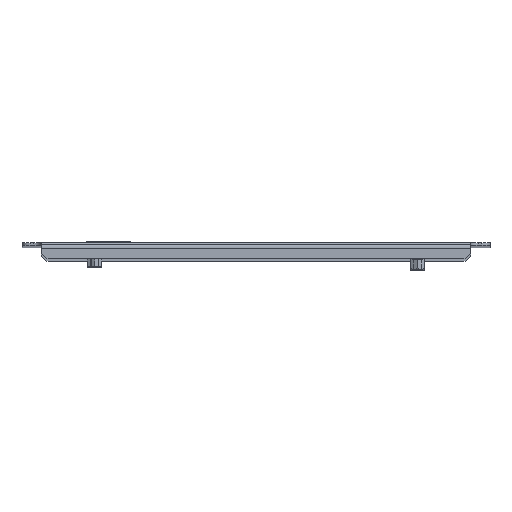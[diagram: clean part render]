
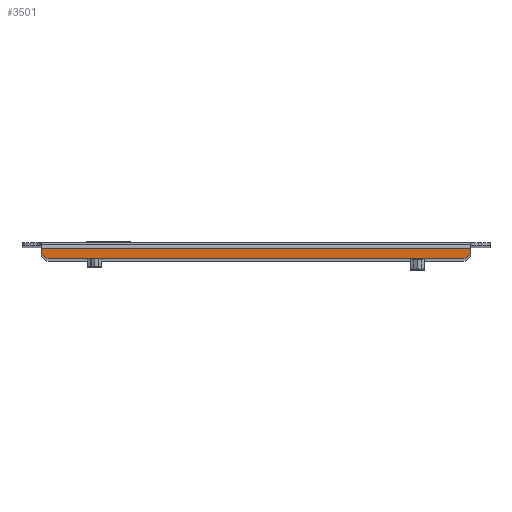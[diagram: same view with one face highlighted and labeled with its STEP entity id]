
A CAD part, top view. The second image highlights one B-rep face of the part: STEP entity #3501.
In plain terms, the highlighted planar face has unit normal (0, 0, 1).
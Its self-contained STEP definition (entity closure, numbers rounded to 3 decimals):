
#442 = CARTESIAN_POINT ( 'NONE',  ( 128., -5., 545. ) ) ;
#821 = AXIS2_PLACEMENT_3D ( 'NONE', #5518, #1041, #8241 ) ;
#1041 = DIRECTION ( 'NONE',  ( 0., 0., 1. ) ) ;
#1229 = LINE ( 'NONE', #5884, #11346 ) ;
#1515 = CARTESIAN_POINT ( 'NONE',  ( 128., -10., 545. ) ) ;
#1664 = ORIENTED_EDGE ( 'NONE', *, *, #5493, .F. ) ;
#1793 = DIRECTION ( 'NONE',  ( 0., -1., 0. ) ) ;
#1840 = DIRECTION ( 'NONE',  ( 0., 0., 1. ) ) ;
#1848 = VERTEX_POINT ( 'NONE', #1515 ) ;
#1855 = LINE ( 'NONE', #7406, #8383 ) ;
#2005 = ORIENTED_EDGE ( 'NONE', *, *, #3087, .T. ) ;
#2206 = CARTESIAN_POINT ( 'NONE',  ( -128., -10., 545. ) ) ;
#2214 = LINE ( 'NONE', #5809, #10778 ) ;
#2461 = AXIS2_PLACEMENT_3D ( 'NONE', #2677, #1840, #1793 ) ;
#2503 = DIRECTION ( 'NONE',  ( -1., 0., 0. ) ) ;
#2534 = ORIENTED_EDGE ( 'NONE', *, *, #9782, .T. ) ;
#2677 = CARTESIAN_POINT ( 'NONE',  ( 0., 541.978, 545. ) ) ;
#3087 = EDGE_CURVE ( 'NONE', #7009, #1848, #1855, .T. ) ;
#3220 = CARTESIAN_POINT ( 'NONE',  ( -133., -5., 545. ) ) ;
#3501 = ADVANCED_FACE ( 'NONE', ( #7160 ), #9931, .T. ) ;
#3566 = DIRECTION ( 'NONE',  ( 1., 0., 0. ) ) ;
#4016 = AXIS2_PLACEMENT_3D ( 'NONE', #442, #5850, #9288 ) ;
#4428 = VERTEX_POINT ( 'NONE', #11029 ) ;
#4795 = ORIENTED_EDGE ( 'NONE', *, *, #4945, .F. ) ;
#4945 = EDGE_CURVE ( 'NONE', #6930, #4428, #1229, .T. ) ;
#5493 = EDGE_CURVE ( 'NONE', #7974, #10279, #2214, .T. ) ;
#5518 = CARTESIAN_POINT ( 'NONE',  ( -128., -5., 545. ) ) ;
#5809 = CARTESIAN_POINT ( 'NONE',  ( -133., 23.978, 545. ) ) ;
#5850 = DIRECTION ( 'NONE',  ( 0., 0., 1. ) ) ;
#5855 = CARTESIAN_POINT ( 'NONE',  ( -133., -3.5, 545. ) ) ;
#5884 = CARTESIAN_POINT ( 'NONE',  ( 133., 23.978, 545. ) ) ;
#6930 = VERTEX_POINT ( 'NONE', #7281 ) ;
#7009 = VERTEX_POINT ( 'NONE', #2206 ) ;
#7033 = EDGE_CURVE ( 'NONE', #1848, #4428, #9682, .T. ) ;
#7160 = FACE_OUTER_BOUND ( 'NONE', #7338, .T. ) ;
#7281 = CARTESIAN_POINT ( 'NONE',  ( 133., -3.5, 545. ) ) ;
#7338 = EDGE_LOOP ( 'NONE', ( #1664, #2534, #2005, #9284, #4795, #10738 ) ) ;
#7406 = CARTESIAN_POINT ( 'NONE',  ( 145., -10., 545. ) ) ;
#7974 = VERTEX_POINT ( 'NONE', #3220 ) ;
#7993 = CARTESIAN_POINT ( 'NONE',  ( 0., -3.5, 545. ) ) ;
#8241 = DIRECTION ( 'NONE',  ( 0., -1., 0. ) ) ;
#8327 = VECTOR ( 'NONE', #2503, 1000. ) ;
#8383 = VECTOR ( 'NONE', #3566, 1000. ) ;
#8878 = LINE ( 'NONE', #7993, #8327 ) ;
#9284 = ORIENTED_EDGE ( 'NONE', *, *, #7033, .T. ) ;
#9288 = DIRECTION ( 'NONE',  ( 0., -1., 0. ) ) ;
#9413 = DIRECTION ( 'NONE',  ( 0., 1., 0. ) ) ;
#9682 = CIRCLE ( 'NONE', #4016, 5. ) ;
#9782 = EDGE_CURVE ( 'NONE', #7974, #7009, #11536, .T. ) ;
#9931 = PLANE ( 'NONE',  #2461 ) ;
#10264 = DIRECTION ( 'NONE',  ( 0., -1., 0. ) ) ;
#10279 = VERTEX_POINT ( 'NONE', #5855 ) ;
#10738 = ORIENTED_EDGE ( 'NONE', *, *, #11629, .T. ) ;
#10778 = VECTOR ( 'NONE', #9413, 1000. ) ;
#11029 = CARTESIAN_POINT ( 'NONE',  ( 133., -5., 545. ) ) ;
#11346 = VECTOR ( 'NONE', #10264, 1000. ) ;
#11536 = CIRCLE ( 'NONE', #821, 5. ) ;
#11629 = EDGE_CURVE ( 'NONE', #6930, #10279, #8878, .T. ) ;
